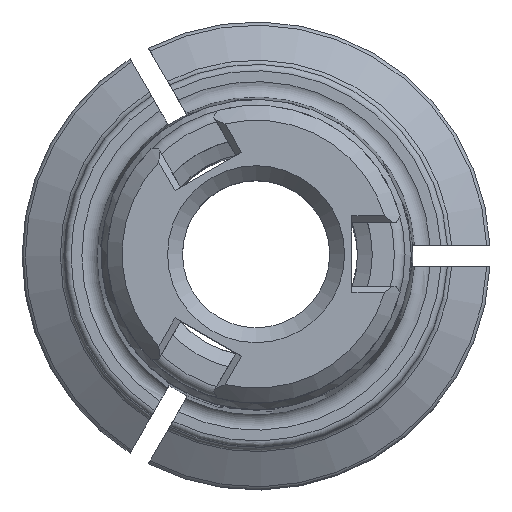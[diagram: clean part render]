
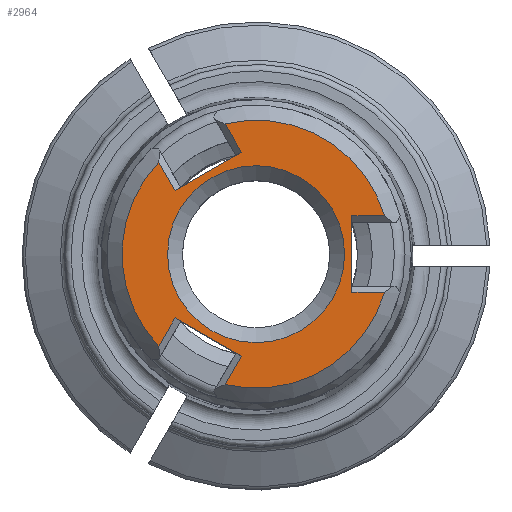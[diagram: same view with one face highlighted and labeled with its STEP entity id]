
A CAD part, top view. The second image highlights one B-rep face of the part: STEP entity #2964.
In plain terms, the highlighted planar face has unit normal (0, 0, 1).
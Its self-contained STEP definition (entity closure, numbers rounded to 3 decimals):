
#35=PLANE('',#3144);
#109=LINE('',#4396,#229);
#110=LINE('',#4398,#230);
#111=LINE('',#4400,#231);
#112=LINE('',#4404,#232);
#113=LINE('',#4406,#233);
#114=LINE('',#4408,#234);
#115=LINE('',#4412,#235);
#116=LINE('',#4414,#236);
#117=LINE('',#4416,#237);
#229=VECTOR('',#3527,1000.);
#230=VECTOR('',#3528,1000.);
#231=VECTOR('',#3529,1000.);
#232=VECTOR('',#3532,1000.);
#233=VECTOR('',#3533,1000.);
#234=VECTOR('',#3534,1000.);
#235=VECTOR('',#3537,1000.);
#236=VECTOR('',#3538,1000.);
#237=VECTOR('',#3539,1000.);
#816=ORIENTED_EDGE('',*,*,#1302,.T.);
#817=ORIENTED_EDGE('',*,*,#1303,.T.);
#818=ORIENTED_EDGE('',*,*,#1304,.T.);
#819=ORIENTED_EDGE('',*,*,#1305,.T.);
#820=ORIENTED_EDGE('',*,*,#1306,.T.);
#821=ORIENTED_EDGE('',*,*,#1307,.T.);
#822=ORIENTED_EDGE('',*,*,#1308,.T.);
#823=ORIENTED_EDGE('',*,*,#1309,.T.);
#824=ORIENTED_EDGE('',*,*,#1310,.T.);
#825=ORIENTED_EDGE('',*,*,#1311,.T.);
#826=ORIENTED_EDGE('',*,*,#1312,.T.);
#827=ORIENTED_EDGE('',*,*,#1313,.T.);
#828=ORIENTED_EDGE('',*,*,#1314,.T.);
#1302=EDGE_CURVE('',#1577,#1577,#1735,.F.);
#1303=EDGE_CURVE('',#1578,#1579,#1736,.T.);
#1304=EDGE_CURVE('',#1579,#1580,#109,.T.);
#1305=EDGE_CURVE('',#1580,#1581,#110,.T.);
#1306=EDGE_CURVE('',#1581,#1582,#111,.T.);
#1307=EDGE_CURVE('',#1582,#1583,#1737,.T.);
#1308=EDGE_CURVE('',#1583,#1584,#112,.T.);
#1309=EDGE_CURVE('',#1584,#1585,#113,.T.);
#1310=EDGE_CURVE('',#1585,#1586,#114,.T.);
#1311=EDGE_CURVE('',#1586,#1587,#1738,.T.);
#1312=EDGE_CURVE('',#1587,#1588,#115,.T.);
#1313=EDGE_CURVE('',#1588,#1589,#116,.T.);
#1314=EDGE_CURVE('',#1589,#1578,#117,.T.);
#1577=VERTEX_POINT('',#4392);
#1578=VERTEX_POINT('',#4394);
#1579=VERTEX_POINT('',#4395);
#1580=VERTEX_POINT('',#4397);
#1581=VERTEX_POINT('',#4399);
#1582=VERTEX_POINT('',#4401);
#1583=VERTEX_POINT('',#4403);
#1584=VERTEX_POINT('',#4405);
#1585=VERTEX_POINT('',#4407);
#1586=VERTEX_POINT('',#4409);
#1587=VERTEX_POINT('',#4411);
#1588=VERTEX_POINT('',#4413);
#1589=VERTEX_POINT('',#4415);
#1735=CIRCLE('',#3145,4.159);
#1736=CIRCLE('',#3146,6.3);
#1737=CIRCLE('',#3147,6.3);
#1738=CIRCLE('',#3148,6.3);
#1848=EDGE_LOOP('',(#816));
#1849=EDGE_LOOP('',(#817,#818,#819,#820,#821,#822,#823,#824,#825,#826,#827,
#828));
#1985=FACE_BOUND('',#1848,.T.);
#1986=FACE_BOUND('',#1849,.T.);
#2964=ADVANCED_FACE('',(#1985,#1986),#35,.T.);
#3144=AXIS2_PLACEMENT_3D('',#4390,#3521,#3522);
#3145=AXIS2_PLACEMENT_3D('',#4391,#3523,#3524);
#3146=AXIS2_PLACEMENT_3D('',#4393,#3525,#3526);
#3147=AXIS2_PLACEMENT_3D('',#4402,#3530,#3531);
#3148=AXIS2_PLACEMENT_3D('',#4410,#3535,#3536);
#3521=DIRECTION('',(0.,0.,1.));
#3522=DIRECTION('',(1.,0.,0.));
#3523=DIRECTION('',(0.,0.,1.));
#3524=DIRECTION('',(1.,0.,0.));
#3525=DIRECTION('',(0.,0.,1.));
#3526=DIRECTION('',(1.,0.,0.));
#3527=DIRECTION('',(0.5,-0.866,0.));
#3528=DIRECTION('',(-0.866,-0.5,0.));
#3529=DIRECTION('',(-0.5,0.866,0.));
#3530=DIRECTION('',(0.,0.,1.));
#3531=DIRECTION('',(1.,0.,0.));
#3532=DIRECTION('',(0.5,0.866,0.));
#3533=DIRECTION('',(0.866,-0.5,0.));
#3534=DIRECTION('',(-0.5,-0.866,0.));
#3535=DIRECTION('',(0.,0.,1.));
#3536=DIRECTION('',(1.,0.,0.));
#3537=DIRECTION('',(-1.,0.,0.));
#3538=DIRECTION('',(0.,1.,0.));
#3539=DIRECTION('',(1.,0.,0.));
#4390=CARTESIAN_POINT('',(0.,3.45,50.5));
#4391=CARTESIAN_POINT('',(0.,0.,50.5));
#4392=CARTESIAN_POINT('',(4.159,0.,50.5));
#4393=CARTESIAN_POINT('',(0.,0.,50.5));
#4394=CARTESIAN_POINT('',(6.037,1.8,50.5));
#4395=CARTESIAN_POINT('',(-1.46,6.129,50.5));
#4396=CARTESIAN_POINT('',(0.065,3.488,50.5));
#4397=CARTESIAN_POINT('',(-0.691,4.797,50.5));
#4398=CARTESIAN_POINT('',(-0.951,4.647,50.5));
#4399=CARTESIAN_POINT('',(-3.809,2.997,50.5));
#4400=CARTESIAN_POINT('',(-3.053,1.688,50.5));
#4401=CARTESIAN_POINT('',(-4.578,4.329,50.5));
#4402=CARTESIAN_POINT('',(0.,0.,50.5));
#4403=CARTESIAN_POINT('',(-4.578,-4.329,50.5));
#4404=CARTESIAN_POINT('',(-0.065,3.487,50.5));
#4405=CARTESIAN_POINT('',(-3.809,-2.997,50.5));
#4406=CARTESIAN_POINT('',(-3.549,-3.147,50.5));
#4407=CARTESIAN_POINT('',(-0.691,-4.797,50.5));
#4408=CARTESIAN_POINT('',(3.053,1.687,50.5));
#4409=CARTESIAN_POINT('',(-1.46,-6.129,50.5));
#4410=CARTESIAN_POINT('',(0.,0.,50.5));
#4411=CARTESIAN_POINT('',(6.037,-1.8,50.5));
#4412=CARTESIAN_POINT('',(0.,-1.8,50.5));
#4413=CARTESIAN_POINT('',(4.5,-1.8,50.5));
#4414=CARTESIAN_POINT('',(4.5,-1.5,50.5));
#4415=CARTESIAN_POINT('',(4.5,1.8,50.5));
#4416=CARTESIAN_POINT('',(0.,1.8,50.5));
